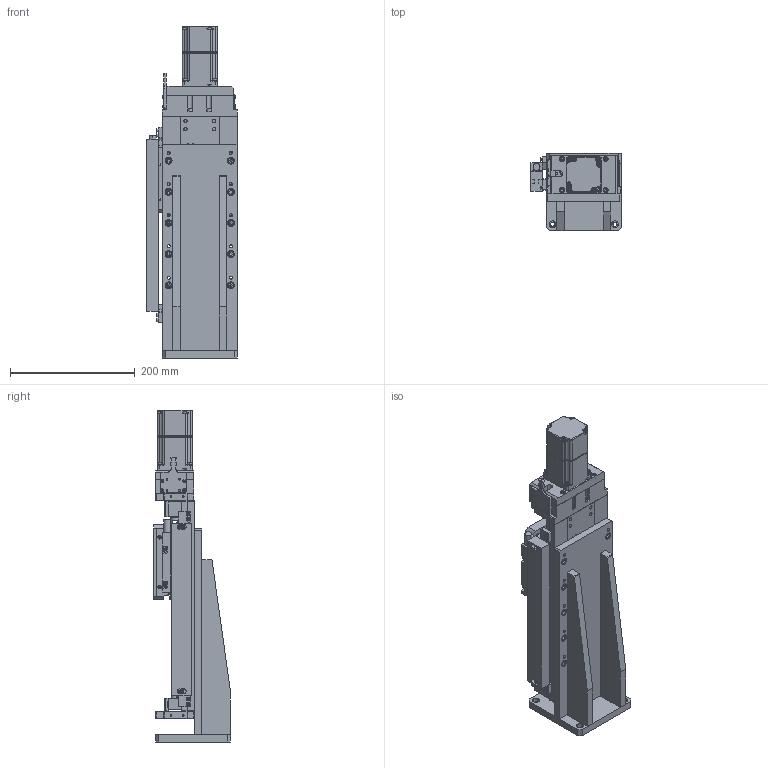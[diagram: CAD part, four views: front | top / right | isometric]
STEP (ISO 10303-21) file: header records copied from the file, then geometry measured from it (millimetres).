
FILE_DESCRIPTION (( 'STEP AP203' ), '1' );
FILE_NAME ('KA150-Z(AP203).STEP', '2023-06-19T07:23:27', ( '' ), ( '' ), 'SwSTEP 2.0', 'SolidWorks 2017', '' );
FILE_SCHEMA (( 'CONFIG_CONTROL_DESIGN' ));
Length unit declared in the file: millimetre
Products named in the file (1): KA150-Z(AP203)
Bounding box: 145 x 123 x 532.5 mm (x, y, z)
Surface area: 524192.6 mm2 (no closed solid volume)
Topology: 0 solids, 177 shells, 1918 faces, 6878 edges, 4940 vertices
Faces by surface type: plane 1030, cylinder 548, torus 168, bspline 70, cone 68, sphere 34
Entity records: 77955 total; most frequent: CARTESIAN_POINT 19102, DIRECTION 12754, ORIENTED_EDGE 10418, EDGE_CURVE 6764, VERTEX_POINT 4912, AXIS2_PLACEMENT_3D 4410, LINE 3934, VECTOR 3934
